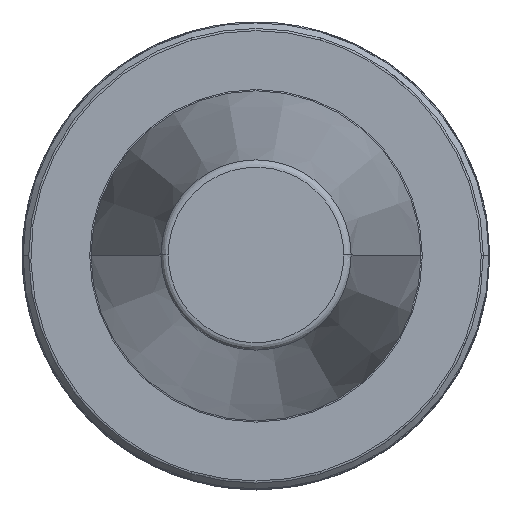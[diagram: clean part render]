
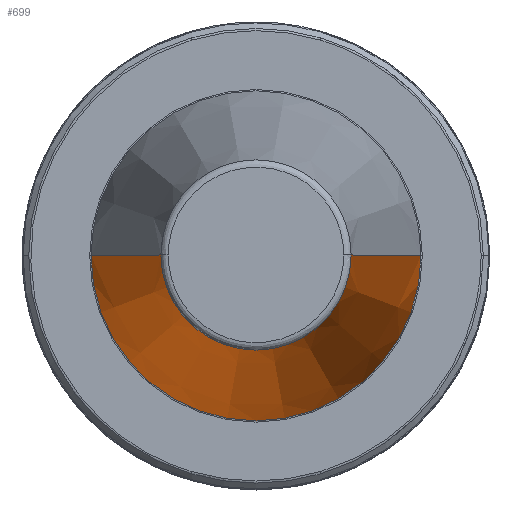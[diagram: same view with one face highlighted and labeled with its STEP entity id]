
A CAD part, top view. The second image highlights one B-rep face of the part: STEP entity #699.
In plain terms, the highlighted conical face has half-angle 8.297 degrees and reference radius 12.812 mm.
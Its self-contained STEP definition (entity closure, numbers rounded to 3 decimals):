
#128 = CARTESIAN_POINT ( 'NONE',  ( 0., 0., 45.1 ) ) ;
#319 = AXIS2_PLACEMENT_3D ( 'NONE', #2613, #2558, #3483 ) ;
#335 = CARTESIAN_POINT ( 'NONE',  ( -12.812, 0., 45.1 ) ) ;
#350 = CONICAL_SURFACE ( 'NONE', #2409, 12.812, 0.145 ) ;
#385 = AXIS2_PLACEMENT_3D ( 'NONE', #3094, #2304, #2605 ) ;
#699 = ADVANCED_FACE ( 'NONE', ( #1159 ), #350, .T. ) ;
#738 = LINE ( 'NONE', #335, #1542 ) ;
#909 = EDGE_CURVE ( 'NONE', #3441, #3300, #738, .T. ) ;
#958 = ORIENTED_EDGE ( 'NONE', *, *, #909, .T. ) ;
#977 = EDGE_CURVE ( 'NONE', #2148, #3203, #1303, .T. ) ;
#1106 = ORIENTED_EDGE ( 'NONE', *, *, #2632, .F. ) ;
#1108 = DIRECTION ( 'NONE',  ( 0.144, 0., -0.99 ) ) ;
#1159 = FACE_OUTER_BOUND ( 'NONE', #1929, .T. ) ;
#1303 = LINE ( 'NONE', #3015, #1378 ) ;
#1308 = CIRCLE ( 'NONE', #319, 22.225 ) ;
#1378 = VECTOR ( 'NONE', #1108, 1000. ) ;
#1486 = CARTESIAN_POINT ( 'NONE',  ( 12.812, 0., 45.1 ) ) ;
#1542 = VECTOR ( 'NONE', #3039, 1000. ) ;
#1929 = EDGE_LOOP ( 'NONE', ( #2131, #1106, #958, #2041 ) ) ;
#1989 = DIRECTION ( 'NONE',  ( 0., 0., -1. ) ) ;
#2041 = ORIENTED_EDGE ( 'NONE', *, *, #2914, .T. ) ;
#2131 = ORIENTED_EDGE ( 'NONE', *, *, #977, .F. ) ;
#2148 = VERTEX_POINT ( 'NONE', #1486 ) ;
#2304 = DIRECTION ( 'NONE',  ( 0., 0., 1. ) ) ;
#2409 = AXIS2_PLACEMENT_3D ( 'NONE', #128, #1989, #3380 ) ;
#2558 = DIRECTION ( 'NONE',  ( 0., 0., 1. ) ) ;
#2579 = CARTESIAN_POINT ( 'NONE',  ( -22.225, 0., -19.444 ) ) ;
#2605 = DIRECTION ( 'NONE',  ( -1., 0., 0. ) ) ;
#2613 = CARTESIAN_POINT ( 'NONE',  ( 0., 0., -19.444 ) ) ;
#2632 = EDGE_CURVE ( 'NONE', #3441, #2148, #3168, .T. ) ;
#2914 = EDGE_CURVE ( 'NONE', #3300, #3203, #1308, .T. ) ;
#3015 = CARTESIAN_POINT ( 'NONE',  ( 12.812, 0., 45.1 ) ) ;
#3039 = DIRECTION ( 'NONE',  ( -0.144, 0., -0.99 ) ) ;
#3066 = CARTESIAN_POINT ( 'NONE',  ( 22.225, 0., -19.444 ) ) ;
#3094 = CARTESIAN_POINT ( 'NONE',  ( 0., 0., 45.1 ) ) ;
#3166 = CARTESIAN_POINT ( 'NONE',  ( -12.812, 0., 45.1 ) ) ;
#3168 = CIRCLE ( 'NONE', #385, 12.812 ) ;
#3203 = VERTEX_POINT ( 'NONE', #3066 ) ;
#3300 = VERTEX_POINT ( 'NONE', #2579 ) ;
#3380 = DIRECTION ( 'NONE',  ( -1., 0., 0. ) ) ;
#3441 = VERTEX_POINT ( 'NONE', #3166 ) ;
#3483 = DIRECTION ( 'NONE',  ( 1., 0., 0. ) ) ;
